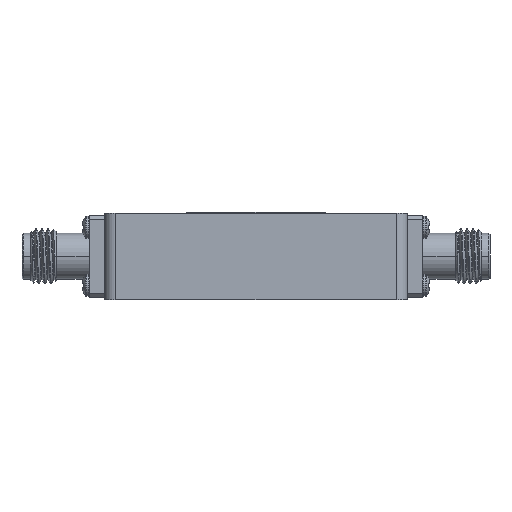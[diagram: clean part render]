
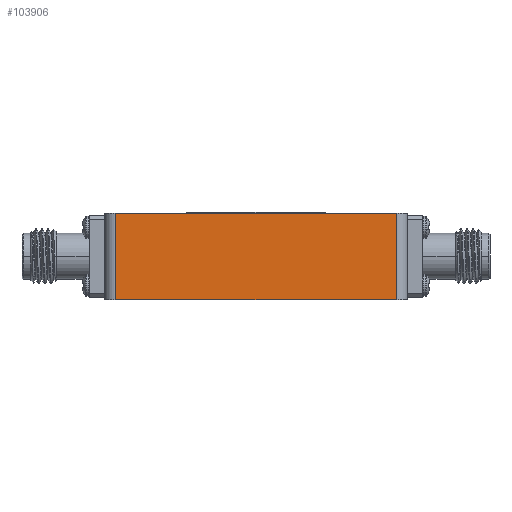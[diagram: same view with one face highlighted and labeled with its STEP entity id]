
A CAD part, left-side view. The second image highlights one B-rep face of the part: STEP entity #103906.
In plain terms, the highlighted planar face has unit normal (-1, 0, 0).
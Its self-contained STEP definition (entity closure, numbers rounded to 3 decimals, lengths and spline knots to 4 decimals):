
#3129 = VERTEX_POINT ( 'NONE', #7384 ) ;
#4227 = CARTESIAN_POINT ( 'NONE',  ( -1.0236, -0.689, 0.1969 ) ) ;
#5912 = LINE ( 'NONE', #4227, #64844 ) ;
#6693 = VECTOR ( 'NONE', #105149, 39.3701 ) ;
#7384 = CARTESIAN_POINT ( 'NONE',  ( -1.0236, 0.639, -0.1969 ) ) ;
#9366 = VERTEX_POINT ( 'NONE', #100997 ) ;
#11978 = EDGE_CURVE ( 'NONE', #69666, #94315, #5912, .T. ) ;
#13379 = EDGE_LOOP ( 'NONE', ( #13408, #54409, #48483, #111629 ) ) ;
#13408 = ORIENTED_EDGE ( 'NONE', *, *, #11978, .F. ) ;
#13435 = AXIS2_PLACEMENT_3D ( 'NONE', #98637, #89995, #79658 ) ;
#15069 = CARTESIAN_POINT ( 'NONE',  ( -1.0236, 0.639, 0.1969 ) ) ;
#19252 = EDGE_CURVE ( 'NONE', #9366, #94315, #59738, .T. ) ;
#21270 = VECTOR ( 'NONE', #84570, 39.3701 ) ;
#46718 = FACE_OUTER_BOUND ( 'NONE', #13379, .T. ) ;
#48483 = ORIENTED_EDGE ( 'NONE', *, *, #113526, .T. ) ;
#53728 = VECTOR ( 'NONE', #56706, 39.3701 ) ;
#54242 = PLANE ( 'NONE',  #13435 ) ;
#54409 = ORIENTED_EDGE ( 'NONE', *, *, #82157, .T. ) ;
#56706 = DIRECTION ( 'NONE',  ( 0., -1., 0. ) ) ;
#59738 = LINE ( 'NONE', #66679, #21270 ) ;
#64844 = VECTOR ( 'NONE', #76253, 39.3701 ) ;
#66679 = CARTESIAN_POINT ( 'NONE',  ( -1.0236, -0.639, 0.1969 ) ) ;
#68242 = CARTESIAN_POINT ( 'NONE',  ( -1.0236, 0.639, 0.1969 ) ) ;
#69666 = VERTEX_POINT ( 'NONE', #15069 ) ;
#70611 = CARTESIAN_POINT ( 'NONE',  ( -1.0236, -0.689, -0.1969 ) ) ;
#76253 = DIRECTION ( 'NONE',  ( 0., -1., 0. ) ) ;
#79658 = DIRECTION ( 'NONE',  ( 0., 1., 0. ) ) ;
#82157 = EDGE_CURVE ( 'NONE', #69666, #3129, #112072, .T. ) ;
#84570 = DIRECTION ( 'NONE',  ( 0., 0., 1. ) ) ;
#86479 = CARTESIAN_POINT ( 'NONE',  ( -1.0236, -0.639, 0.1969 ) ) ;
#89995 = DIRECTION ( 'NONE',  ( 1., 0., 0. ) ) ;
#94315 = VERTEX_POINT ( 'NONE', #86479 ) ;
#98637 = CARTESIAN_POINT ( 'NONE',  ( -1.0236, -0.689, 0.1969 ) ) ;
#100997 = CARTESIAN_POINT ( 'NONE',  ( -1.0236, -0.639, -0.1969 ) ) ;
#103906 = ADVANCED_FACE ( 'NONE', ( #46718 ), #54242, .F. ) ;
#104648 = LINE ( 'NONE', #70611, #53728 ) ;
#105149 = DIRECTION ( 'NONE',  ( 0., 0., -1. ) ) ;
#111629 = ORIENTED_EDGE ( 'NONE', *, *, #19252, .T. ) ;
#112072 = LINE ( 'NONE', #68242, #6693 ) ;
#113526 = EDGE_CURVE ( 'NONE', #3129, #9366, #104648, .T. ) ;
